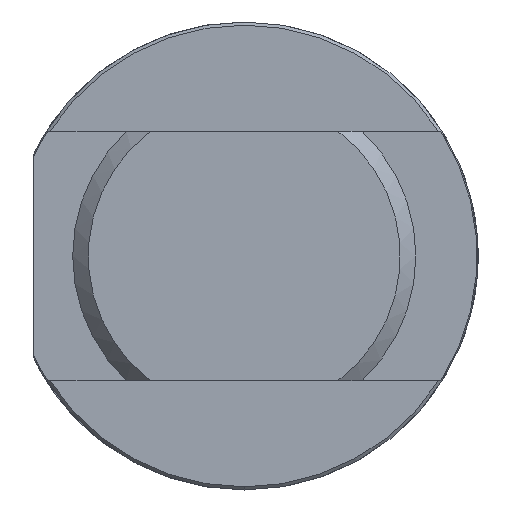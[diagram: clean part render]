
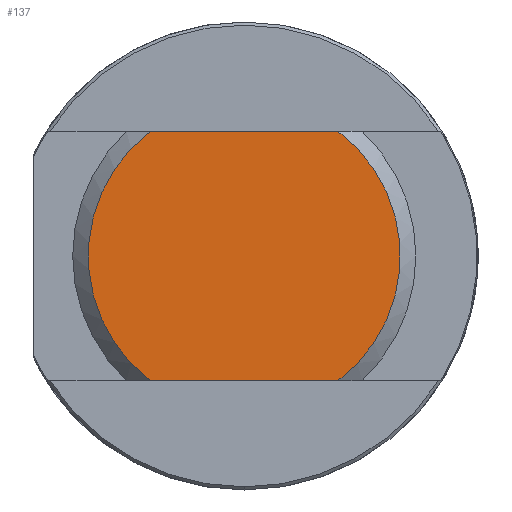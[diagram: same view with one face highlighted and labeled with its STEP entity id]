
A CAD part, left-side view. The second image highlights one B-rep face of the part: STEP entity #137.
In plain terms, the highlighted planar face has unit normal (-1, 0, 0).
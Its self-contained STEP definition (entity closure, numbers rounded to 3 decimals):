
#137 = ADVANCED_FACE ( 'NONE', ( #4116 ), #2556, .F. ) ;
#418 = ORIENTED_EDGE ( 'NONE', *, *, #1581, .F. ) ;
#419 = ORIENTED_EDGE ( 'NONE', *, *, #1436, .T. ) ;
#420 = ORIENTED_EDGE ( 'NONE', *, *, #1593, .F. ) ;
#421 = ORIENTED_EDGE ( 'NONE', *, *, #1442, .T. ) ;
#862 = EDGE_LOOP ( 'NONE', ( #421, #420, #419, #418 ) ) ;
#1000 = VERTEX_POINT ( 'NONE', #2683 ) ;
#1038 = VERTEX_POINT ( 'NONE', #2721 ) ;
#1040 = VERTEX_POINT ( 'NONE', #2723 ) ;
#1050 = VERTEX_POINT ( 'NONE', #2733 ) ;
#1436 = EDGE_CURVE ( 'NONE', #1040, #1038, #3492, .T. ) ;
#1442 = EDGE_CURVE ( 'NONE', #1000, #1050, #3498, .T. ) ;
#1581 = EDGE_CURVE ( 'NONE', #1000, #1038, #3671, .T. ) ;
#1593 = EDGE_CURVE ( 'NONE', #1040, #1050, #3678, .T. ) ;
#1781 = AXIS2_PLACEMENT_3D ( 'NONE', #2555, #2557, #2558 ) ;
#1874 = AXIS2_PLACEMENT_3D ( 'NONE', #3246, #3254, #3255 ) ;
#1879 = AXIS2_PLACEMENT_3D ( 'NONE', #3272, #3273, #3274 ) ;
#2555 = CARTESIAN_POINT ( 'NONE',  ( 0., 0., 0. ) ) ;
#2556 = PLANE ( 'NONE',  #1781 ) ;
#2557 = DIRECTION ( 'NONE',  ( 1., 0., 0. ) ) ;
#2558 = DIRECTION ( 'NONE',  ( 0., 0., -1. ) ) ;
#2683 = CARTESIAN_POINT ( 'NONE',  ( 0., 6., 8. ) ) ;
#2721 = CARTESIAN_POINT ( 'NONE',  ( 0., -6., 8. ) ) ;
#2723 = CARTESIAN_POINT ( 'NONE',  ( 0., -6., -8. ) ) ;
#2733 = CARTESIAN_POINT ( 'NONE',  ( 0., 6., -8. ) ) ;
#3246 = CARTESIAN_POINT ( 'NONE',  ( 0., 0., 0. ) ) ;
#3254 = DIRECTION ( 'NONE',  ( -1., 0., 0. ) ) ;
#3255 = DIRECTION ( 'NONE',  ( 0., 0., -1. ) ) ;
#3272 = CARTESIAN_POINT ( 'NONE',  ( 0., 0., 0. ) ) ;
#3273 = DIRECTION ( 'NONE',  ( -1., 0., 0. ) ) ;
#3274 = DIRECTION ( 'NONE',  ( 0., 0., -1. ) ) ;
#3492 = CIRCLE ( 'NONE', #1874, 10. ) ;
#3498 = CIRCLE ( 'NONE', #1879, 10. ) ;
#3671 = LINE ( 'NONE', #4591, #3672 ) ;
#3672 = VECTOR ( 'NONE', #4592, 1000. ) ;
#3678 = LINE ( 'NONE', #4625, #3684 ) ;
#3684 = VECTOR ( 'NONE', #4626, 1000. ) ;
#4116 = FACE_OUTER_BOUND ( 'NONE', #862, .T. ) ;
#4591 = CARTESIAN_POINT ( 'NONE',  ( 0., 12.75, 8. ) ) ;
#4592 = DIRECTION ( 'NONE',  ( 0., -1., 0. ) ) ;
#4625 = CARTESIAN_POINT ( 'NONE',  ( 0., 12.75, -8. ) ) ;
#4626 = DIRECTION ( 'NONE',  ( 0., 1., 0. ) ) ;
